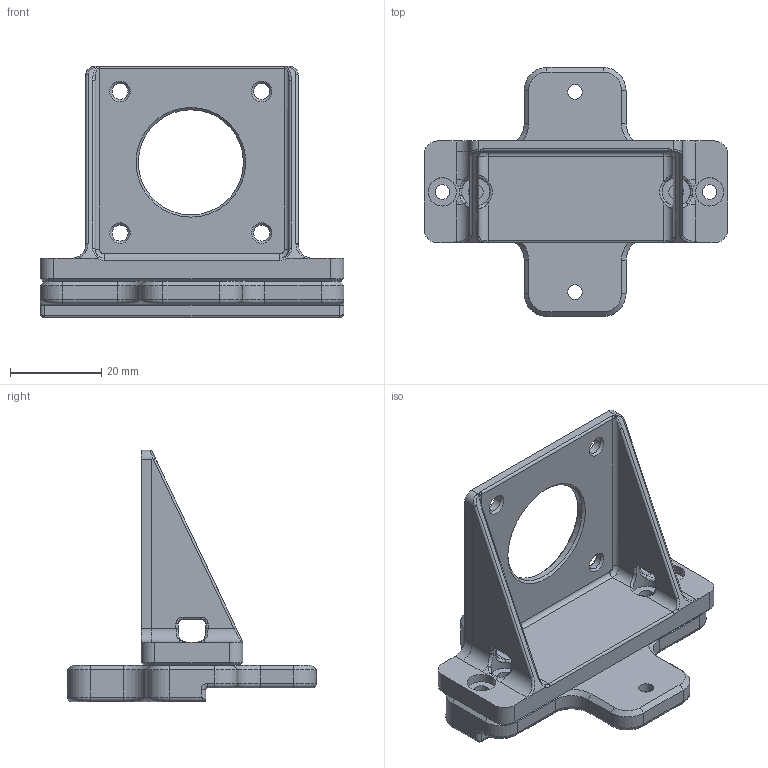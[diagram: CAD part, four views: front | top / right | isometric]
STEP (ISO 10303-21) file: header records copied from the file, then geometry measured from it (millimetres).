
FILE_DESCRIPTION(/* description */ (''),/* implementation_level */ '2;1');
FILE_NAME(/* name */ 'astrosyn_mount.step',/* time_stamp */ '2019-11-08T15:02:47-08:00',/* author */ (''),/* organization */ (''),/* preprocessor_version */ 'ST-DEVELOPER v18',/* originating_system */ 'Autodesk Translation Framework v8.9.1.1155',/* authorisation */ '');
FILE_SCHEMA (('AUTOMOTIVE_DESIGN { 1 0 10303 214 3 1 1 }'));
Length unit declared in the file: millimetre
Products named in the file (1): bmg_mount
Bounding box: 66.5 x 54.5 x 55 mm (x, y, z)
Volume: 25635.2 mm3; surface area: 14619.9 mm2
Topology: 2 solids, 2 shells, 240 faces, 587 edges, 349 vertices
Faces by surface type: cylinder 85, plane 69, bspline 36, torus 26, cone 24
Full cylindrical faces by diameter (mm): 3.2 x8, 3.5 x4, 6.2 x4, 23 x1
Entity records: 8268 total; most frequent: CARTESIAN_POINT 2591, DIRECTION 1198, ORIENTED_EDGE 1170, EDGE_CURVE 585, AXIS2_PLACEMENT_3D 462, VERTEX_POINT 349, LINE 274, VECTOR 274
